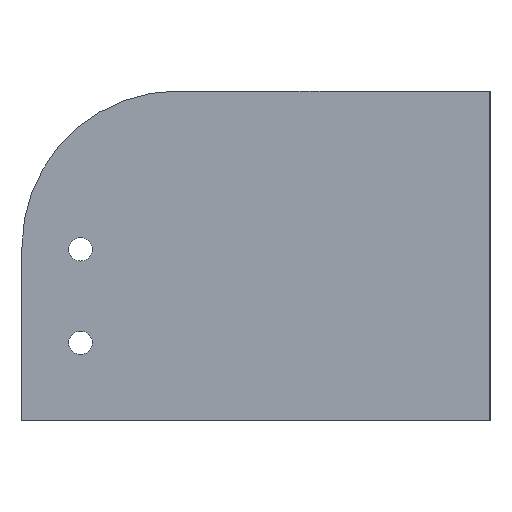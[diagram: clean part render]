
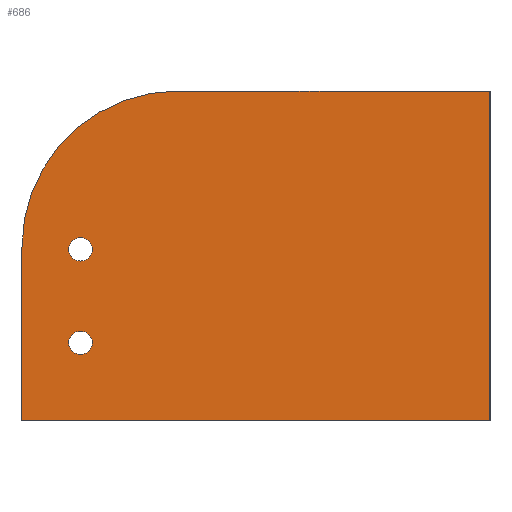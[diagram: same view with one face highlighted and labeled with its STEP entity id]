
A CAD part, left-side view. The second image highlights one B-rep face of the part: STEP entity #686.
In plain terms, the highlighted planar face has unit normal (-1, 0, 0).
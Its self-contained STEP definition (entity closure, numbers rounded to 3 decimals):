
#25=FACE_BOUND('',#101,.T.);
#26=FACE_BOUND('',#102,.T.);
#35=CIRCLE('',#749,20.);
#36=CIRCLE('',#751,1.5);
#37=CIRCLE('',#752,1.5);
#62=FACE_OUTER_BOUND('',#100,.T.);
#100=EDGE_LOOP('',(#553,#554,#555,#556,#557));
#101=EDGE_LOOP('',(#558));
#102=EDGE_LOOP('',(#559));
#182=LINE('',#1094,#266);
#183=LINE('',#1096,#267);
#184=LINE('',#1098,#268);
#185=LINE('',#1099,#269);
#266=VECTOR('',#893,10.);
#267=VECTOR('',#894,10.);
#268=VECTOR('',#895,10.);
#269=VECTOR('',#896,10.);
#335=VERTEX_POINT('',#1087);
#336=VERTEX_POINT('',#1088);
#337=VERTEX_POINT('',#1093);
#338=VERTEX_POINT('',#1095);
#339=VERTEX_POINT('',#1097);
#340=VERTEX_POINT('',#1100);
#341=VERTEX_POINT('',#1102);
#418=EDGE_CURVE('',#335,#336,#35,.T.);
#421=EDGE_CURVE('',#337,#335,#182,.T.);
#422=EDGE_CURVE('',#338,#337,#183,.T.);
#423=EDGE_CURVE('',#338,#339,#184,.T.);
#424=EDGE_CURVE('',#339,#336,#185,.T.);
#425=EDGE_CURVE('',#340,#340,#36,.T.);
#426=EDGE_CURVE('',#341,#341,#37,.T.);
#553=ORIENTED_EDGE('',*,*,#418,.F.);
#554=ORIENTED_EDGE('',*,*,#421,.F.);
#555=ORIENTED_EDGE('',*,*,#422,.F.);
#556=ORIENTED_EDGE('',*,*,#423,.T.);
#557=ORIENTED_EDGE('',*,*,#424,.T.);
#558=ORIENTED_EDGE('',*,*,#425,.T.);
#559=ORIENTED_EDGE('',*,*,#426,.T.);
#657=PLANE('',#750);
#686=ADVANCED_FACE('',(#62,#25,#26),#657,.T.);
#749=AXIS2_PLACEMENT_3D('',#1089,#887,#888);
#750=AXIS2_PLACEMENT_3D('',#1092,#891,#892);
#751=AXIS2_PLACEMENT_3D('',#1101,#897,#898);
#752=AXIS2_PLACEMENT_3D('',#1103,#899,#900);
#887=DIRECTION('center_axis',(1.,0.,0.));
#888=DIRECTION('ref_axis',(0.,0.707,0.707));
#891=DIRECTION('center_axis',(-1.,0.,0.));
#892=DIRECTION('ref_axis',(0.,0.,1.));
#893=DIRECTION('',(0.,0.,1.));
#894=DIRECTION('',(0.,1.,0.));
#895=DIRECTION('',(0.,0.,1.));
#896=DIRECTION('',(0.,1.,0.));
#897=DIRECTION('center_axis',(1.,0.,0.));
#898=DIRECTION('ref_axis',(0.,0.,-1.));
#899=DIRECTION('center_axis',(1.,0.,0.));
#900=DIRECTION('ref_axis',(0.,0.,-1.));
#1087=CARTESIAN_POINT('',(-74.,60.,1.15));
#1088=CARTESIAN_POINT('',(-74.,40.,21.15));
#1089=CARTESIAN_POINT('Origin',(-74.,40.,1.15));
#1092=CARTESIAN_POINT('Origin',(-74.,0.,-21.15));
#1093=CARTESIAN_POINT('',(-74.,60.,-21.15));
#1094=CARTESIAN_POINT('',(-74.,60.,-21.15));
#1095=CARTESIAN_POINT('',(-74.,0.,-21.15));
#1096=CARTESIAN_POINT('',(-74.,0.,-21.15));
#1097=CARTESIAN_POINT('',(-74.,0.,21.15));
#1098=CARTESIAN_POINT('',(-74.,0.,-21.15));
#1099=CARTESIAN_POINT('',(-74.,0.,21.15));
#1100=CARTESIAN_POINT('',(-74.,52.5,-9.65));
#1101=CARTESIAN_POINT('Origin',(-74.,52.5,-11.15));
#1102=CARTESIAN_POINT('',(-74.,52.5,2.35));
#1103=CARTESIAN_POINT('Origin',(-74.,52.5,0.85));
